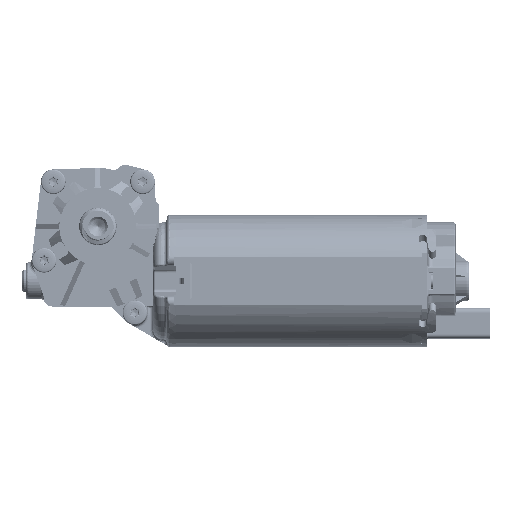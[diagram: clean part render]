
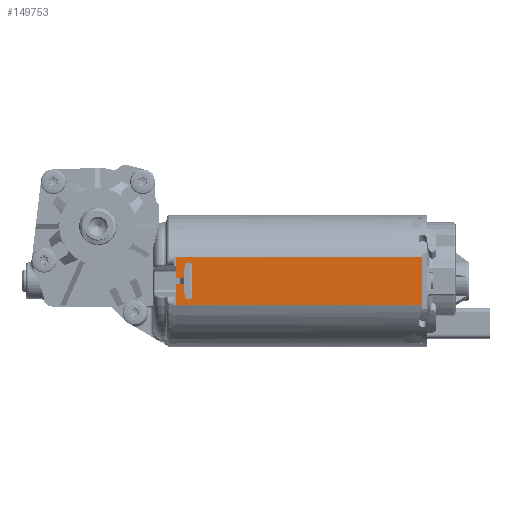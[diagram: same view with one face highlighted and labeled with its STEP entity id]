
A CAD part, left-side view. The second image highlights one B-rep face of the part: STEP entity #149753.
In plain terms, the highlighted planar face has unit normal (-1, 0, 0).
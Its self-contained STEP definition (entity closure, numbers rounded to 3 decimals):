
#149638=AXIS2_PLACEMENT_3D('Plane Axis2P3D',#149635,#149636,#149637) ;
#149663=AXIS2_PLACEMENT_3D('Circle Axis2P3D',#149661,#149662,$) ;
#149684=AXIS2_PLACEMENT_3D('Circle Axis2P3D',#149682,#149683,$) ;
#149299=CARTESIAN_POINT('Vertex',(-20.,89.564,1.)) ;
#149304=CARTESIAN_POINT('Line Origine',(-20.,89.564,4.445)) ;
#149308=CARTESIAN_POINT('Vertex',(-20.,89.564,7.89)) ;
#149635=CARTESIAN_POINT('Axis2P3D Location',(-20.,89.564,-7.89)) ;
#149640=CARTESIAN_POINT('Line Origine',(-20.,88.292,1.)) ;
#149644=CARTESIAN_POINT('Vertex',(-20.,87.02,1.)) ;
#149647=CARTESIAN_POINT('Line Origine',(-20.,86.867,2.75)) ;
#149651=CARTESIAN_POINT('Vertex',(-20.,86.714,4.5)) ;
#149654=CARTESIAN_POINT('Line Origine',(-20.,86.714,4.638)) ;
#149658=CARTESIAN_POINT('Vertex',(-20.,86.714,4.775)) ;
#149661=CARTESIAN_POINT('Axis2P3D Location',(-20.,85.489,4.775)) ;
#149665=CARTESIAN_POINT('Vertex',(-20.,84.264,4.775)) ;
#149668=CARTESIAN_POINT('Line Origine',(-20.,84.264,2.388)) ;
#149672=CARTESIAN_POINT('Vertex',(-20.,84.264,0.)) ;
#149675=CARTESIAN_POINT('Line Origine',(-20.,84.264,-2.388)) ;
#149679=CARTESIAN_POINT('Vertex',(-20.,84.264,-4.775)) ;
#149682=CARTESIAN_POINT('Axis2P3D Location',(-20.,85.489,-4.775)) ;
#149686=CARTESIAN_POINT('Vertex',(-20.,86.714,-4.775)) ;
#149689=CARTESIAN_POINT('Line Origine',(-20.,86.714,-4.638)) ;
#149693=CARTESIAN_POINT('Vertex',(-20.,86.714,-4.5)) ;
#149696=CARTESIAN_POINT('Line Origine',(-20.,86.867,-2.75)) ;
#149700=CARTESIAN_POINT('Vertex',(-20.,87.02,-1.)) ;
#149703=CARTESIAN_POINT('Line Origine',(-20.,88.292,-1.)) ;
#149707=CARTESIAN_POINT('Vertex',(-20.,89.564,-1.)) ;
#149710=CARTESIAN_POINT('Line Origine',(-20.,89.564,-4.445)) ;
#149714=CARTESIAN_POINT('Vertex',(-20.,89.564,-7.89)) ;
#149717=CARTESIAN_POINT('Line Origine',(-20.,49.564,-7.89)) ;
#149721=CARTESIAN_POINT('Vertex',(-20.,9.564,-7.89)) ;
#149724=CARTESIAN_POINT('Line Origine',(-20.,9.564,0.)) ;
#149728=CARTESIAN_POINT('Vertex',(-20.,9.564,7.89)) ;
#149731=CARTESIAN_POINT('Line Origine',(-20.,49.564,7.89)) ;
#149305=DIRECTION('Vector Direction',(0.,0.,1.)) ;
#149636=DIRECTION('Axis2P3D Direction',(1.,0.,0.)) ;
#149637=DIRECTION('Axis2P3D XDirection',(0.,0.,1.)) ;
#149641=DIRECTION('Vector Direction',(0.,-1.,0.)) ;
#149648=DIRECTION('Vector Direction',(0.,-0.087,0.996)) ;
#149655=DIRECTION('Vector Direction',(0.,0.,1.)) ;
#149662=DIRECTION('Axis2P3D Direction',(1.,0.,0.)) ;
#149669=DIRECTION('Vector Direction',(0.,0.,-1.)) ;
#149676=DIRECTION('Vector Direction',(0.,0.,1.)) ;
#149683=DIRECTION('Axis2P3D Direction',(1.,0.,0.)) ;
#149690=DIRECTION('Vector Direction',(0.,0.,-1.)) ;
#149697=DIRECTION('Vector Direction',(0.,-0.087,-0.996)) ;
#149704=DIRECTION('Vector Direction',(0.,-1.,0.)) ;
#149711=DIRECTION('Vector Direction',(0.,0.,1.)) ;
#149718=DIRECTION('Vector Direction',(0.,-1.,0.)) ;
#149725=DIRECTION('Vector Direction',(0.,0.,1.)) ;
#149732=DIRECTION('Vector Direction',(0.,-1.,0.)) ;
#149306=VECTOR('Line Direction',#149305,1.) ;
#149642=VECTOR('Line Direction',#149641,1.) ;
#149649=VECTOR('Line Direction',#149648,1.) ;
#149656=VECTOR('Line Direction',#149655,1.) ;
#149670=VECTOR('Line Direction',#149669,1.) ;
#149677=VECTOR('Line Direction',#149676,1.) ;
#149691=VECTOR('Line Direction',#149690,1.) ;
#149698=VECTOR('Line Direction',#149697,1.) ;
#149705=VECTOR('Line Direction',#149704,1.) ;
#149712=VECTOR('Line Direction',#149711,1.) ;
#149719=VECTOR('Line Direction',#149718,1.) ;
#149726=VECTOR('Line Direction',#149725,1.) ;
#149733=VECTOR('Line Direction',#149732,1.) ;
#149737=ORIENTED_EDGE('',*,*,#149646,.F.) ;
#149738=ORIENTED_EDGE('',*,*,#149653,.F.) ;
#149739=ORIENTED_EDGE('',*,*,#149660,.F.) ;
#149740=ORIENTED_EDGE('',*,*,#149667,.F.) ;
#149741=ORIENTED_EDGE('',*,*,#149674,.F.) ;
#149742=ORIENTED_EDGE('',*,*,#149681,.F.) ;
#149743=ORIENTED_EDGE('',*,*,#149688,.F.) ;
#149744=ORIENTED_EDGE('',*,*,#149695,.F.) ;
#149745=ORIENTED_EDGE('',*,*,#149702,.F.) ;
#149746=ORIENTED_EDGE('',*,*,#149709,.F.) ;
#149747=ORIENTED_EDGE('',*,*,#149716,.F.) ;
#149748=ORIENTED_EDGE('',*,*,#149723,.T.) ;
#149749=ORIENTED_EDGE('',*,*,#149730,.T.) ;
#149750=ORIENTED_EDGE('',*,*,#149735,.F.) ;
#149751=ORIENTED_EDGE('',*,*,#149310,.F.) ;
#149753=ADVANCED_FACE('',(#149752),#149639,.F.) ;
#149664=CIRCLE('generated circle',#149663,1.225) ;
#149685=CIRCLE('generated circle',#149684,1.225) ;
#149310=EDGE_CURVE('',#149300,#149309,#149307,.T.) ;
#149646=EDGE_CURVE('',#149645,#149300,#149643,.F.) ;
#149653=EDGE_CURVE('',#149652,#149645,#149650,.F.) ;
#149660=EDGE_CURVE('',#149659,#149652,#149657,.F.) ;
#149667=EDGE_CURVE('',#149666,#149659,#149664,.F.) ;
#149674=EDGE_CURVE('',#149673,#149666,#149671,.F.) ;
#149681=EDGE_CURVE('',#149680,#149673,#149678,.T.) ;
#149688=EDGE_CURVE('',#149687,#149680,#149685,.F.) ;
#149695=EDGE_CURVE('',#149694,#149687,#149692,.T.) ;
#149702=EDGE_CURVE('',#149701,#149694,#149699,.T.) ;
#149709=EDGE_CURVE('',#149708,#149701,#149706,.T.) ;
#149716=EDGE_CURVE('',#149715,#149708,#149713,.T.) ;
#149723=EDGE_CURVE('',#149715,#149722,#149720,.T.) ;
#149730=EDGE_CURVE('',#149722,#149729,#149727,.T.) ;
#149735=EDGE_CURVE('',#149309,#149729,#149734,.T.) ;
#149736=EDGE_LOOP('',(#149737,#149738,#149739,#149740,#149741,#149742,#149743,#149744,#149745,#149746,#149747,#149748,#149749,#149750,#149751)) ;
#149752=FACE_OUTER_BOUND('',#149736,.T.) ;
#149307=LINE('Line',#149304,#149306) ;
#149643=LINE('Line',#149640,#149642) ;
#149650=LINE('Line',#149647,#149649) ;
#149657=LINE('Line',#149654,#149656) ;
#149671=LINE('Line',#149668,#149670) ;
#149678=LINE('Line',#149675,#149677) ;
#149692=LINE('Line',#149689,#149691) ;
#149699=LINE('Line',#149696,#149698) ;
#149706=LINE('Line',#149703,#149705) ;
#149713=LINE('Line',#149710,#149712) ;
#149720=LINE('Line',#149717,#149719) ;
#149727=LINE('Line',#149724,#149726) ;
#149734=LINE('Line',#149731,#149733) ;
#149639=PLANE('Plane',#149638) ;
#149300=VERTEX_POINT('',#149299) ;
#149309=VERTEX_POINT('',#149308) ;
#149645=VERTEX_POINT('',#149644) ;
#149652=VERTEX_POINT('',#149651) ;
#149659=VERTEX_POINT('',#149658) ;
#149666=VERTEX_POINT('',#149665) ;
#149673=VERTEX_POINT('',#149672) ;
#149680=VERTEX_POINT('',#149679) ;
#149687=VERTEX_POINT('',#149686) ;
#149694=VERTEX_POINT('',#149693) ;
#149701=VERTEX_POINT('',#149700) ;
#149708=VERTEX_POINT('',#149707) ;
#149715=VERTEX_POINT('',#149714) ;
#149722=VERTEX_POINT('',#149721) ;
#149729=VERTEX_POINT('',#149728) ;
